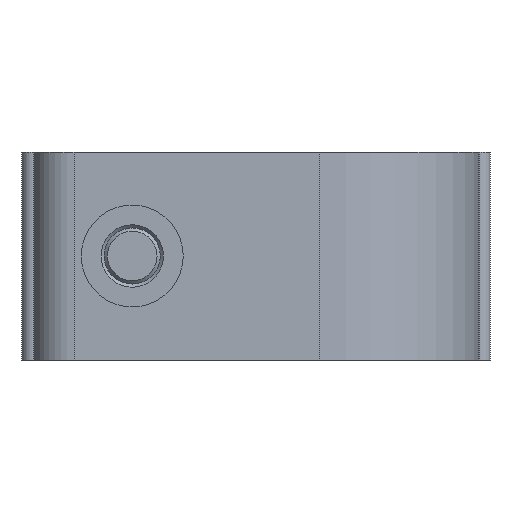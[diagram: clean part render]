
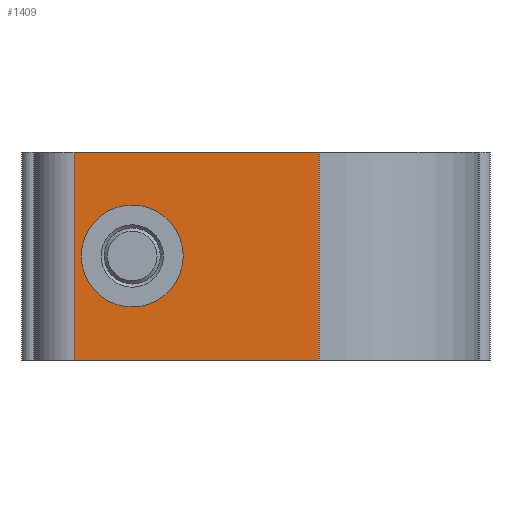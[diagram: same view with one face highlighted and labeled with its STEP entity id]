
A CAD part, front view. The second image highlights one B-rep face of the part: STEP entity #1409.
In plain terms, the highlighted planar face has unit normal (0, -1, 0).
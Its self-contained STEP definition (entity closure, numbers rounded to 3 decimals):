
#123=LINE('',#2295,#236);
#124=LINE('',#2301,#237);
#125=LINE('',#2303,#238);
#126=LINE('',#2305,#239);
#236=VECTOR('',#1840,1000.);
#237=VECTOR('',#1847,1000.);
#238=VECTOR('',#1848,1000.);
#239=VECTOR('',#1849,1000.);
#425=ORIENTED_EDGE('',*,*,#811,.F.);
#426=ORIENTED_EDGE('',*,*,#812,.T.);
#427=ORIENTED_EDGE('',*,*,#813,.F.);
#428=ORIENTED_EDGE('',*,*,#814,.F.);
#429=ORIENTED_EDGE('',*,*,#809,.T.);
#809=EDGE_CURVE('',#988,#987,#123,.T.);
#811=EDGE_CURVE('',#989,#989,#1107,.T.);
#812=EDGE_CURVE('',#987,#990,#124,.T.);
#813=EDGE_CURVE('',#991,#990,#125,.T.);
#814=EDGE_CURVE('',#988,#991,#126,.T.);
#987=VERTEX_POINT('',#2294);
#988=VERTEX_POINT('',#2296);
#989=VERTEX_POINT('',#2300);
#990=VERTEX_POINT('',#2302);
#991=VERTEX_POINT('',#2304);
#1107=CIRCLE('',#1546,2.45);
#1184=EDGE_LOOP('',(#425));
#1185=EDGE_LOOP('',(#426,#427,#428,#429));
#1279=FACE_BOUND('',#1184,.T.);
#1280=FACE_BOUND('',#1185,.T.);
#1353=PLANE('',#1545);
#1409=ADVANCED_FACE('',(#1279,#1280),#1353,.F.);
#1545=AXIS2_PLACEMENT_3D('',#2298,#1843,#1844);
#1546=AXIS2_PLACEMENT_3D('',#2299,#1845,#1846);
#1840=DIRECTION('',(0.,0.,-1.));
#1843=DIRECTION('',(0.,1.,0.));
#1844=DIRECTION('',(0.,0.,1.));
#1845=DIRECTION('',(0.,-1.,0.));
#1846=DIRECTION('',(0.,0.,-1.));
#1847=DIRECTION('',(1.,0.,0.));
#1848=DIRECTION('',(0.,0.,-1.));
#1849=DIRECTION('',(1.,0.,0.));
#2294=CARTESIAN_POINT('',(-11.8,0.,-5.));
#2295=CARTESIAN_POINT('',(-11.8,0.,5.));
#2296=CARTESIAN_POINT('',(-11.8,0.,5.));
#2298=CARTESIAN_POINT('',(-11.8,0.,5.));
#2299=CARTESIAN_POINT('',(-9.,0.,0.));
#2300=CARTESIAN_POINT('',(-9.,0.,-2.45));
#2301=CARTESIAN_POINT('',(-11.8,0.,-5.));
#2302=CARTESIAN_POINT('',(0.,0.,-5.));
#2303=CARTESIAN_POINT('',(0.,0.,5.));
#2304=CARTESIAN_POINT('',(0.,0.,5.));
#2305=CARTESIAN_POINT('',(-11.8,0.,5.));
